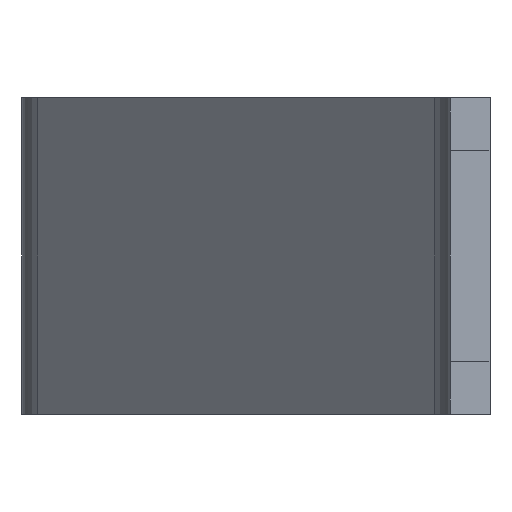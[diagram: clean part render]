
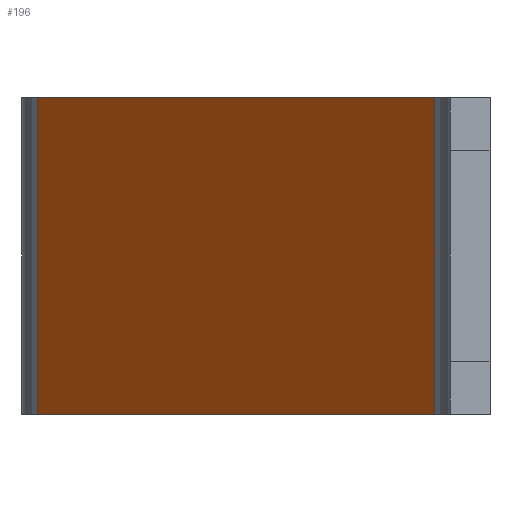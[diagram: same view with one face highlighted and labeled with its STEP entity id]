
A CAD part, front view. The second image highlights one B-rep face of the part: STEP entity #196.
In plain terms, the highlighted planar face has unit normal (-0.738, -0.675, 0).
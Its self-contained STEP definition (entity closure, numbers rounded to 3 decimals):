
#29 = VERTEX_POINT ( 'NONE', #699 ) ;
#125 = VECTOR ( 'NONE', #237, 1000. ) ;
#148 = EDGE_CURVE ( 'NONE', #424, #29, #453, .T. ) ;
#191 = CARTESIAN_POINT ( 'NONE',  ( 31.319, -35.379, 0. ) ) ;
#196 = ADVANCED_FACE ( 'NONE', ( #679 ), #345, .F. ) ;
#202 = VERTEX_POINT ( 'NONE', #521 ) ;
#203 = CARTESIAN_POINT ( 'NONE',  ( 1.181, -2.456, 24. ) ) ;
#211 = ORIENTED_EDGE ( 'NONE', *, *, #594, .T. ) ;
#237 = DIRECTION ( 'NONE',  ( 0., 0., -1. ) ) ;
#263 = EDGE_CURVE ( 'NONE', #424, #705, #292, .T. ) ;
#292 = LINE ( 'NONE', #508, #125 ) ;
#295 = CARTESIAN_POINT ( 'NONE',  ( 31.319, -35.379, 24. ) ) ;
#303 = DIRECTION ( 'NONE',  ( -0.675, 0.738, 0. ) ) ;
#328 = CARTESIAN_POINT ( 'NONE',  ( 31.319, -35.379, 24. ) ) ;
#345 = PLANE ( 'NONE',  #597 ) ;
#349 = ORIENTED_EDGE ( 'NONE', *, *, #483, .F. ) ;
#350 = DIRECTION ( 'NONE',  ( 0.738, 0.675, 0. ) ) ;
#424 = VERTEX_POINT ( 'NONE', #203 ) ;
#434 = CARTESIAN_POINT ( 'NONE',  ( 31.319, -35.379, 24. ) ) ;
#440 = VECTOR ( 'NONE', #557, 1000. ) ;
#453 = LINE ( 'NONE', #328, #700 ) ;
#454 = CARTESIAN_POINT ( 'NONE',  ( 1.181, -2.456, 0. ) ) ;
#483 = EDGE_CURVE ( 'NONE', #29, #202, #611, .T. ) ;
#504 = VECTOR ( 'NONE', #507, 1000. ) ;
#507 = DIRECTION ( 'NONE',  ( 0.675, -0.738, 0. ) ) ;
#508 = CARTESIAN_POINT ( 'NONE',  ( 1.181, -2.456, 24. ) ) ;
#521 = CARTESIAN_POINT ( 'NONE',  ( 31.319, -35.379, 0. ) ) ;
#557 = DIRECTION ( 'NONE',  ( 0., 0., -1. ) ) ;
#593 = EDGE_LOOP ( 'NONE', ( #211, #349, #605, #632 ) ) ;
#594 = EDGE_CURVE ( 'NONE', #705, #202, #672, .T. ) ;
#597 = AXIS2_PLACEMENT_3D ( 'NONE', #295, #350, #303 ) ;
#605 = ORIENTED_EDGE ( 'NONE', *, *, #148, .F. ) ;
#611 = LINE ( 'NONE', #434, #440 ) ;
#632 = ORIENTED_EDGE ( 'NONE', *, *, #263, .T. ) ;
#672 = LINE ( 'NONE', #191, #504 ) ;
#679 = FACE_OUTER_BOUND ( 'NONE', #593, .T. ) ;
#699 = CARTESIAN_POINT ( 'NONE',  ( 31.319, -35.379, 24. ) ) ;
#700 = VECTOR ( 'NONE', #711, 1000. ) ;
#705 = VERTEX_POINT ( 'NONE', #454 ) ;
#711 = DIRECTION ( 'NONE',  ( 0.675, -0.738, 0. ) ) ;
